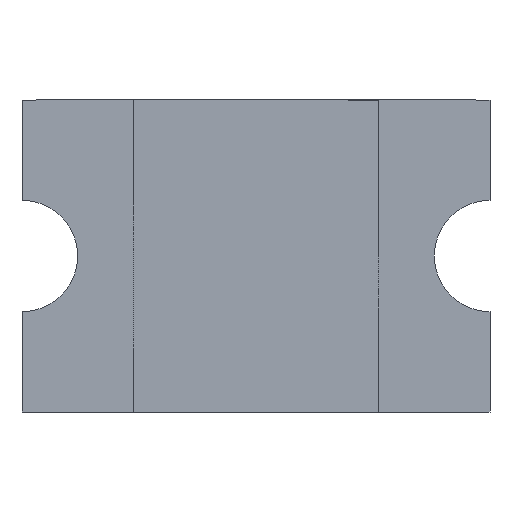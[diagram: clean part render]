
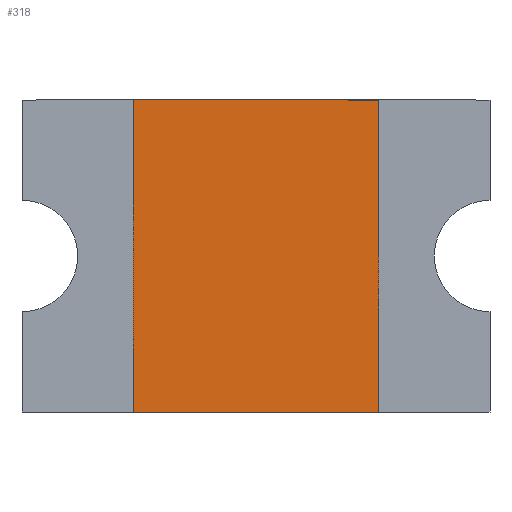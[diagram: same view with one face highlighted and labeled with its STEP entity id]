
A CAD part, front view. The second image highlights one B-rep face of the part: STEP entity #318.
In plain terms, the highlighted planar face has unit normal (0, -1, 0).
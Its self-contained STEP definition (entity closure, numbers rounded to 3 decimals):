
#15 = EDGE_LOOP ( 'NONE', ( #1615, #899, #521, #389 ) ) ;
#37 = LINE ( 'NONE', #1310, #1625 ) ;
#132 = CARTESIAN_POINT ( 'NONE',  ( 0.55, 0., 0.7 ) ) ;
#141 = VERTEX_POINT ( 'NONE', #417 ) ;
#233 = CARTESIAN_POINT ( 'NONE',  ( -0.55, 0., 0.7 ) ) ;
#315 = DIRECTION ( 'NONE',  ( 1., 0., 0. ) ) ;
#318 = ADVANCED_FACE ( 'NONE', ( #1843 ), #2017, .F. ) ;
#367 = VECTOR ( 'NONE', #1017, 1000. ) ;
#378 = LINE ( 'NONE', #531, #367 ) ;
#388 = EDGE_CURVE ( 'NONE', #438, #500, #37, .T. ) ;
#389 = ORIENTED_EDGE ( 'NONE', *, *, #1328, .F. ) ;
#412 = DIRECTION ( 'NONE',  ( 0., 0., -1. ) ) ;
#417 = CARTESIAN_POINT ( 'NONE',  ( 0.55, 0., 0.7 ) ) ;
#429 = CARTESIAN_POINT ( 'NONE',  ( 0., 0., 0. ) ) ;
#438 = VERTEX_POINT ( 'NONE', #857 ) ;
#447 = EDGE_CURVE ( 'NONE', #438, #1634, #547, .T. ) ;
#500 = VERTEX_POINT ( 'NONE', #1156 ) ;
#521 = ORIENTED_EDGE ( 'NONE', *, *, #388, .T. ) ;
#528 = EDGE_CURVE ( 'NONE', #1634, #141, #378, .T. ) ;
#531 = CARTESIAN_POINT ( 'NONE',  ( 0., 0., 0.7 ) ) ;
#547 = LINE ( 'NONE', #233, #1400 ) ;
#592 = LINE ( 'NONE', #132, #1116 ) ;
#857 = CARTESIAN_POINT ( 'NONE',  ( -0.55, 0., -0.7 ) ) ;
#899 = ORIENTED_EDGE ( 'NONE', *, *, #447, .F. ) ;
#912 = DIRECTION ( 'NONE',  ( 0., 1., 0. ) ) ;
#1017 = DIRECTION ( 'NONE',  ( 1., 0., 0. ) ) ;
#1116 = VECTOR ( 'NONE', #412, 1000. ) ;
#1156 = CARTESIAN_POINT ( 'NONE',  ( 0.55, 0., -0.7 ) ) ;
#1310 = CARTESIAN_POINT ( 'NONE',  ( 0., 0., -0.7 ) ) ;
#1328 = EDGE_CURVE ( 'NONE', #141, #500, #592, .T. ) ;
#1400 = VECTOR ( 'NONE', #1805, 1000. ) ;
#1536 = DIRECTION ( 'NONE',  ( 0., 0., 1. ) ) ;
#1539 = CARTESIAN_POINT ( 'NONE',  ( -0.55, 0., 0.7 ) ) ;
#1615 = ORIENTED_EDGE ( 'NONE', *, *, #528, .F. ) ;
#1625 = VECTOR ( 'NONE', #315, 1000. ) ;
#1634 = VERTEX_POINT ( 'NONE', #1539 ) ;
#1805 = DIRECTION ( 'NONE',  ( 0., 0., 1. ) ) ;
#1820 = AXIS2_PLACEMENT_3D ( 'NONE', #429, #912, #1536 ) ;
#1843 = FACE_OUTER_BOUND ( 'NONE', #15, .T. ) ;
#2017 = PLANE ( 'NONE',  #1820 ) ;
